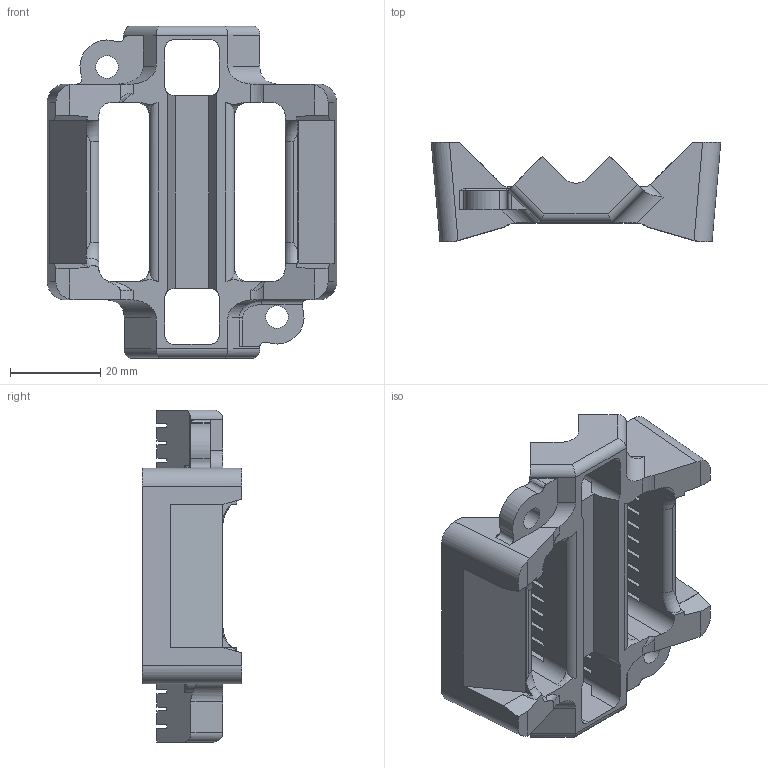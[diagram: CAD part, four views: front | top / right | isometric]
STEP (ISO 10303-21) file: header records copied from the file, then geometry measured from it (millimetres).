
FILE_DESCRIPTION(/* description */ (''),/* implementation_level */ '2;1');
FILE_NAME(/* name */ 'CoverslipHolder.step',/* time_stamp */ '2017-10-26T09:55:35-07:00',/* author */ (''),/* organization */ (''),/* preprocessor_version */ 'ST-DEVELOPER v16.13',/* originating_system */ 'Autodesk Translation Framework v6.5.0.72',/* authorisation */ '');
FILE_SCHEMA (('AUTOMOTIVE_DESIGN { 1 0 10303 214 3 1 1 }'));
Length unit declared in the file: millimetre
Products named in the file (1): CoverslipHolder
Bounding box: 64 x 22.01 x 73.39 mm (x, y, z)
Volume: 29035.7 mm3; surface area: 15375.7 mm2
Topology: 1 solids, 1 shells, 376 faces, 1138 edges, 752 vertices
Faces by surface type: plane 293, cylinder 58, bspline 20, torus 5
Full cylindrical faces by diameter (mm): 5 x2
Entity records: 13471 total; most frequent: CARTESIAN_POINT 3336, ORIENTED_EDGE 2266, DIRECTION 1907, EDGE_CURVE 1133, LINE 911, VECTOR 911, VERTEX_POINT 752, AXIS2_PLACEMENT_3D 498
